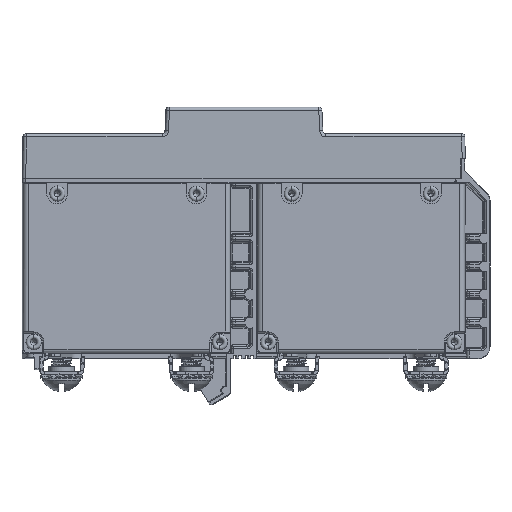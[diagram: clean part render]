
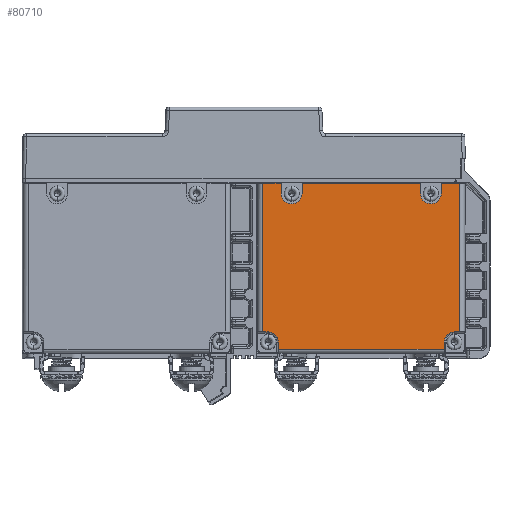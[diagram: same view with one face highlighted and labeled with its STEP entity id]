
A CAD part, top view. The second image highlights one B-rep face of the part: STEP entity #80710.
In plain terms, the highlighted planar face has unit normal (0.006, 0, 1).
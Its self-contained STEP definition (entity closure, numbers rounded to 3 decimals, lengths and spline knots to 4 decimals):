
#3780=DIRECTION('',(1.,0.,-0.006));
#3781=VECTOR('',#3780,1.59);
#3782=CARTESIAN_POINT('',(3.0667,0.7449,
-0.0688));
#3783=LINE('',#3782,#3781);
#3798=DIRECTION('',(-1.,0.,0.006));
#3799=VECTOR('',#3798,0.1794);
#3800=CARTESIAN_POINT('',(3.0937,2.3415,
-0.069));
#3801=LINE('',#3800,#3799);
#3802=DIRECTION('',(0.,-1.,0.));
#3803=VECTOR('',#3802,0.0985);
#3804=CARTESIAN_POINT('',(3.0937,2.3415,
-0.069));
#3805=LINE('',#3804,#3803);
#3806=CARTESIAN_POINT('',(3.1937,2.243,
-0.0697));
#3807=DIRECTION('',(0.006,0.,1.));
#3808=DIRECTION('',(-1.,0.,0.006));
#3809=AXIS2_PLACEMENT_3D('',#3806,#3807,#3808);
#3811=DIRECTION('',(0.,-1.,0.));
#3812=VECTOR('',#3811,0.0985);
#3813=CARTESIAN_POINT('',(3.2937,2.3415,
-0.0703));
#3814=LINE('',#3813,#3812);
#3815=DIRECTION('',(-1.,0.,0.006));
#3816=VECTOR('',#3815,1.136);
#3817=CARTESIAN_POINT('',(4.4297,2.3415,
-0.0777));
#3818=LINE('',#3817,#3816);
#3819=DIRECTION('',(0.,-1.,0.));
#3820=VECTOR('',#3819,0.0985);
#3821=CARTESIAN_POINT('',(4.4297,2.3415,
-0.0777));
#3822=LINE('',#3821,#3820);
#3823=CARTESIAN_POINT('',(4.5297,2.243,
-0.0783));
#3824=DIRECTION('',(0.006,0.,1.));
#3825=DIRECTION('',(-1.,0.,0.006));
#3826=AXIS2_PLACEMENT_3D('',#3823,#3824,#3825);
#3828=DIRECTION('',(0.,-1.,0.));
#3829=VECTOR('',#3828,0.0985);
#3830=CARTESIAN_POINT('',(4.6297,2.3415,
-0.079));
#3831=LINE('',#3830,#3829);
#3832=DIRECTION('',(-1.,0.,0.006));
#3833=VECTOR('',#3832,0.1794);
#3834=CARTESIAN_POINT('',(4.809,2.3415,
-0.0801));
#3835=LINE('',#3834,#3833);
#3836=DIRECTION('',(1.,0.,-0.006));
#3837=VECTOR('',#3836,0.0544);
#3838=CARTESIAN_POINT('',(4.7547,0.913,
-0.0798));
#3839=LINE('',#3838,#3837);
#3840=CARTESIAN_POINT('',(4.7547,0.815,
-0.0798));
#3841=DIRECTION('',(0.006,0.,1.));
#3842=DIRECTION('',(0.,1.,0.));
#3843=AXIS2_PLACEMENT_3D('',#3840,#3841,#3842);
#3845=DIRECTION('',(0.,1.,0.));
#3846=VECTOR('',#3845,0.0701);
#3847=CARTESIAN_POINT('',(4.6567,0.7449,
-0.0792));
#3848=LINE('',#3847,#3846);
#3849=DIRECTION('',(0.,1.,0.));
#3850=VECTOR('',#3849,0.0701);
#3851=CARTESIAN_POINT('',(3.0667,0.7449,
-0.0688));
#3852=LINE('',#3851,#3850);
#3853=CARTESIAN_POINT('',(2.9687,0.815,
-0.0682));
#3854=DIRECTION('',(0.006,0.,1.));
#3855=DIRECTION('',(1.,0.,-0.006));
#3856=AXIS2_PLACEMENT_3D('',#3853,#3854,#3855);
#3858=DIRECTION('',(-1.,0.,0.006));
#3859=VECTOR('',#3858,0.0544);
#3860=CARTESIAN_POINT('',(2.9687,0.913,
-0.0682));
#3861=LINE('',#3860,#3859);
#3879=DIRECTION('',(0.,-1.,0.));
#3880=VECTOR('',#3879,1.4285);
#3881=CARTESIAN_POINT('',(2.9144,2.3415,
-0.0679));
#3882=LINE('',#3881,#3880);
#34211=DIRECTION('',(0.,1.,0.));
#34212=VECTOR('',#34211,1.4285);
#34213=CARTESIAN_POINT('',(4.809,0.913,
-0.0801));
#34214=LINE('',#34213,#34212);
#67841=CARTESIAN_POINT('',(4.4297,2.243,
-0.0777));
#67842=CARTESIAN_POINT('',(4.6297,2.243,
-0.079));
#67843=VERTEX_POINT('',#67841);
#67844=VERTEX_POINT('',#67842);
#67845=CARTESIAN_POINT('',(3.0937,2.243,
-0.069));
#67846=CARTESIAN_POINT('',(3.2937,2.243,
-0.0703));
#67847=VERTEX_POINT('',#67845);
#67848=VERTEX_POINT('',#67846);
#67849=CARTESIAN_POINT('',(4.7547,0.913,
-0.0798));
#67850=CARTESIAN_POINT('',(4.6567,0.815,
-0.0792));
#67851=VERTEX_POINT('',#67849);
#67852=VERTEX_POINT('',#67850);
#67853=CARTESIAN_POINT('',(3.0667,0.815,
-0.0688));
#67854=CARTESIAN_POINT('',(2.9687,0.913,
-0.0682));
#67855=VERTEX_POINT('',#67853);
#67856=VERTEX_POINT('',#67854);
#67911=CARTESIAN_POINT('',(4.6297,2.3415,
-0.079));
#67912=VERTEX_POINT('',#67911);
#67913=CARTESIAN_POINT('',(4.4297,2.3415,
-0.0777));
#67914=VERTEX_POINT('',#67913);
#67915=CARTESIAN_POINT('',(3.2937,2.3415,
-0.0703));
#67916=VERTEX_POINT('',#67915);
#67917=CARTESIAN_POINT('',(3.0937,2.3415,
-0.069));
#67918=VERTEX_POINT('',#67917);
#67949=CARTESIAN_POINT('',(2.9144,2.3415,
-0.0679));
#67950=CARTESIAN_POINT('',(2.9144,0.913,
-0.0679));
#67951=VERTEX_POINT('',#67949);
#67952=VERTEX_POINT('',#67950);
#67954=CARTESIAN_POINT('',(3.0667,0.7449,
-0.0688));
#67955=CARTESIAN_POINT('',(4.6567,0.7449,
-0.0792));
#67956=VERTEX_POINT('',#67954);
#67957=VERTEX_POINT('',#67955);
#67962=CARTESIAN_POINT('',(4.809,0.913,
-0.0801));
#67963=CARTESIAN_POINT('',(4.809,2.3415,
-0.0801));
#67964=VERTEX_POINT('',#67962);
#67965=VERTEX_POINT('',#67963);
#80669=CARTESIAN_POINT('',(4.0817,2.193,
-0.0754));
#80670=DIRECTION('',(-0.006,0.,-1.));
#80671=DIRECTION('',(-1.,0.,0.006));
#80672=AXIS2_PLACEMENT_3D('',#80669,#80670,#80671);
#80673=PLANE('',#80672);
#80675=ORIENTED_EDGE('',*,*,#80674,.F.);
#80677=ORIENTED_EDGE('',*,*,#80676,.F.);
#80679=ORIENTED_EDGE('',*,*,#80678,.T.);
#80681=ORIENTED_EDGE('',*,*,#80680,.T.);
#80683=ORIENTED_EDGE('',*,*,#80682,.F.);
#80685=ORIENTED_EDGE('',*,*,#80684,.F.);
#80687=ORIENTED_EDGE('',*,*,#80686,.T.);
#80689=ORIENTED_EDGE('',*,*,#80688,.T.);
#80691=ORIENTED_EDGE('',*,*,#80690,.F.);
#80693=ORIENTED_EDGE('',*,*,#80692,.F.);
#80695=ORIENTED_EDGE('',*,*,#80694,.F.);
#80697=ORIENTED_EDGE('',*,*,#80696,.F.);
#80699=ORIENTED_EDGE('',*,*,#80698,.T.);
#80700=ORIENTED_EDGE('',*,*,#80648,.F.);
#80701=ORIENTED_EDGE('',*,*,#80660,.F.);
#80703=ORIENTED_EDGE('',*,*,#80702,.T.);
#80705=ORIENTED_EDGE('',*,*,#80704,.T.);
#80707=ORIENTED_EDGE('',*,*,#80706,.T.);
#80708=EDGE_LOOP('',(#80675,#80677,#80679,#80681,#80683,#80685,#80687,#80689,
#80691,#80693,#80695,#80697,#80699,#80700,#80701,#80703,#80705,#80707));
#80709=FACE_OUTER_BOUND('',#80708,.F.);
#3810=CIRCLE('',#3809,0.1);
#3827=CIRCLE('',#3826,0.1);
#3844=CIRCLE('',#3843,0.098);
#3857=CIRCLE('',#3856,0.098);
#80648=EDGE_CURVE('',#67957,#67852,#3848,.T.);
#80660=EDGE_CURVE('',#67956,#67957,#3783,.T.);
#80674=EDGE_CURVE('',#67951,#67952,#3882,.T.);
#80676=EDGE_CURVE('',#67918,#67951,#3801,.T.);
#80678=EDGE_CURVE('',#67918,#67847,#3805,.T.);
#80680=EDGE_CURVE('',#67847,#67848,#3810,.T.);
#80682=EDGE_CURVE('',#67916,#67848,#3814,.T.);
#80684=EDGE_CURVE('',#67914,#67916,#3818,.T.);
#80686=EDGE_CURVE('',#67914,#67843,#3822,.T.);
#80688=EDGE_CURVE('',#67843,#67844,#3827,.T.);
#80690=EDGE_CURVE('',#67912,#67844,#3831,.T.);
#80692=EDGE_CURVE('',#67965,#67912,#3835,.T.);
#80694=EDGE_CURVE('',#67964,#67965,#34214,.T.);
#80696=EDGE_CURVE('',#67851,#67964,#3839,.T.);
#80698=EDGE_CURVE('',#67851,#67852,#3844,.T.);
#80702=EDGE_CURVE('',#67956,#67855,#3852,.T.);
#80704=EDGE_CURVE('',#67855,#67856,#3857,.T.);
#80706=EDGE_CURVE('',#67856,#67952,#3861,.T.);
#80710=ADVANCED_FACE('',(#80709),#80673,.F.);
